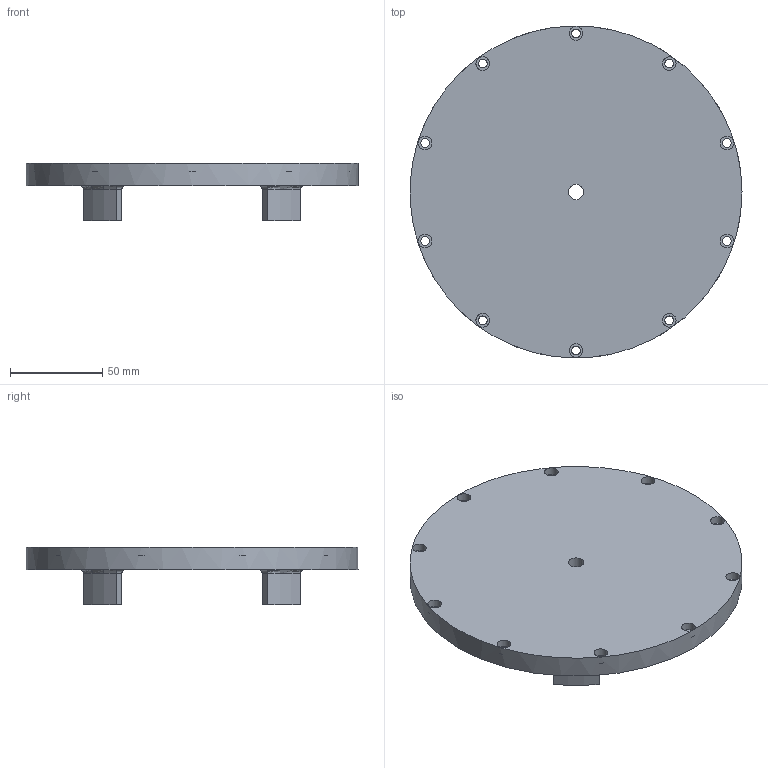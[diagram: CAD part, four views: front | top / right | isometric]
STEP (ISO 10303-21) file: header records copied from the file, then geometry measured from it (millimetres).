
FILE_DESCRIPTION(/* description */ (''),/* implementation_level */ '2;1');
FILE_NAME(/* name */ 'OS-NIST-flat-lid.step',/* time_stamp */ '2022-04-30T13:17:04-04:00',/* author */ (''),/* organization */ (''),/* preprocessor_version */ 'ST-DEVELOPER v18.1',/* originating_system */ 'Autodesk Translation Framework v10.14.0.1471',/* authorisation */ '');
FILE_SCHEMA (('AUTOMOTIVE_DESIGN { 1 0 10303 214 3 1 1 }'));
Length unit declared in the file: millimetre
Products named in the file (1): Flange
Bounding box: 180 x 180 x 31 mm (x, y, z)
Volume: 311484.2 mm3; surface area: 64111.3 mm2
Topology: 1 solids, 1 shells, 75 faces, 161 edges, 102 vertices
Faces by surface type: cylinder 39, plane 27, torus 9
Full cylindrical faces by diameter (mm): 4.7 x10, 7.4 x10, 8.4 x1, 180 x1
Entity records: 2305 total; most frequent: CARTESIAN_POINT 565, DIRECTION 366, ORIENTED_EDGE 322, EDGE_CURVE 161, AXIS2_PLACEMENT_3D 147, EDGE_LOOP 111, VERTEX_POINT 102, FACE_OUTER_BOUND 75
